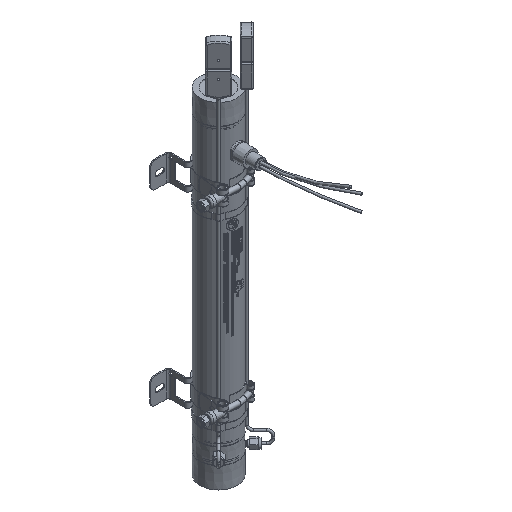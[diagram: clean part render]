
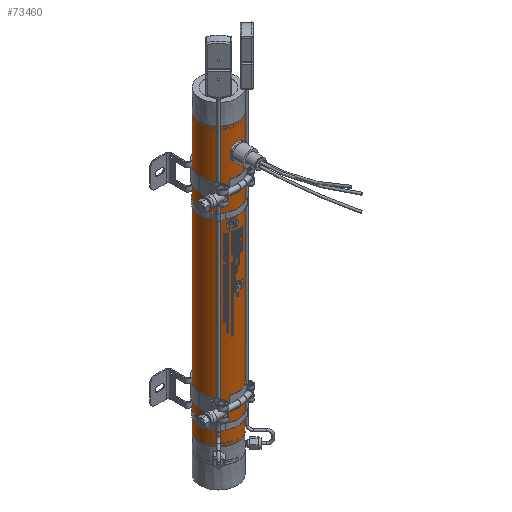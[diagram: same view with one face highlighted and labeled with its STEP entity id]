
A CAD part, isometric view. The second image highlights one B-rep face of the part: STEP entity #73460.
In plain terms, the highlighted cylindrical face has radius 25.4 mm (diameter 50.8 mm), a full revolution.
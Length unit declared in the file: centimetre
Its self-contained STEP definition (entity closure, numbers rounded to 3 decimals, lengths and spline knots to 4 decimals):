
#14068=B_SPLINE_CURVE_WITH_KNOTS('',3,(#99864,#99865,#99866,#99867,#99868,
#99869,#99870,#99871,#99872,#99873,#99874,#99875,#99876,#99877,#99878,#99879,
#99880,#99881,#99882,#99883,#99884,#99885,#99886,#99887,#99888,#99889,#99890,
#99891,#99892,#99893,#99894,#99895,#99896,#99897),.UNSPECIFIED.,.T.,.U.,
(4,2,2,2,2,2,2,2,2,2,2,2,2,2,2,2,4),(0.,0.2695,0.539,
0.8084,1.0778,1.3473,1.6167,1.8862,
2.1557,2.4252,2.6947,2.9641,3.2335,
3.503,3.7724,4.0419,4.3114),
 .UNSPECIFIED.);
#22188=VERTEX_POINT('',#99898);
#22189=VERTEX_POINT('',#99901);
#22190=VERTEX_POINT('',#99903);
#29352=CIRCLE('',#78104,2.54);
#29353=CIRCLE('',#78105,2.54);
#31592=EDGE_CURVE('',#22188,#22188,#14068,.T.);
#31593=EDGE_CURVE('',#22189,#22189,#29352,.T.);
#31594=EDGE_CURVE('',#22190,#22190,#29353,.T.);
#43290=ORIENTED_EDGE('',*,*,#31592,.T.);
#43291=ORIENTED_EDGE('',*,*,#31593,.T.);
#43292=ORIENTED_EDGE('',*,*,#31594,.T.);
#64334=EDGE_LOOP('',(#43290));
#64335=EDGE_LOOP('',(#43291));
#64336=EDGE_LOOP('',(#43292));
#68965=FACE_BOUND('',#64334,.T.);
#68966=FACE_BOUND('',#64335,.T.);
#68967=FACE_BOUND('',#64336,.T.);
#73460=ADVANCED_FACE('',(#68965,#68966,#68967),#140641,.T.);
#78103=AXIS2_PLACEMENT_3D('',#99899,#84362,#84363);
#78104=AXIS2_PLACEMENT_3D('',#99900,#84364,#84365);
#78105=AXIS2_PLACEMENT_3D('',#99902,#84366,#84367);
#84362=DIRECTION('',(0.,0.,1.));
#84363=DIRECTION('',(2.54,0.,0.));
#84364=DIRECTION('',(0.,0.,-1.));
#84365=DIRECTION('',(2.54,0.,0.));
#84366=DIRECTION('',(0.,0.,1.));
#84367=DIRECTION('',(2.54,0.,0.));
#99864=CARTESIAN_POINT('',(-0.7112,2.4384,3.3274));
#99865=CARTESIAN_POINT('',(-0.7112,2.4384,3.2376));
#99866=CARTESIAN_POINT('',(-0.6931,2.4439,3.1421));
#99867=CARTESIAN_POINT('',(-0.6204,2.4633,2.967));
#99868=CARTESIAN_POINT('',(-0.5658,2.477,2.8874));
#99869=CARTESIAN_POINT('',(-0.44,2.5024,2.7616));
#99870=CARTESIAN_POINT('',(-0.3604,2.5158,2.707));
#99871=CARTESIAN_POINT('',(-0.1853,2.5348,2.6342));
#99872=CARTESIAN_POINT('',(-0.0898,2.54,2.6162));
#99873=CARTESIAN_POINT('',(0.0898,2.54,2.6162));
#99874=CARTESIAN_POINT('',(0.1853,2.5348,2.6342));
#99875=CARTESIAN_POINT('',(0.3604,2.5158,2.707));
#99876=CARTESIAN_POINT('',(0.44,2.5024,2.7616));
#99877=CARTESIAN_POINT('',(0.5658,2.477,2.8874));
#99878=CARTESIAN_POINT('',(0.6204,2.4633,2.967));
#99879=CARTESIAN_POINT('',(0.6931,2.4439,3.1421));
#99880=CARTESIAN_POINT('',(0.7112,2.4384,3.2376));
#99881=CARTESIAN_POINT('',(0.7112,2.4384,3.4172));
#99882=CARTESIAN_POINT('',(0.6931,2.4439,3.5127));
#99883=CARTESIAN_POINT('',(0.6204,2.4633,3.6878));
#99884=CARTESIAN_POINT('',(0.5658,2.477,3.7674));
#99885=CARTESIAN_POINT('',(0.44,2.5024,3.8932));
#99886=CARTESIAN_POINT('',(0.3604,2.5158,3.9478));
#99887=CARTESIAN_POINT('',(0.1853,2.5348,4.0206));
#99888=CARTESIAN_POINT('',(0.0898,2.54,4.0386));
#99889=CARTESIAN_POINT('',(-0.0898,2.54,4.0386));
#99890=CARTESIAN_POINT('',(-0.1853,2.5348,4.0206));
#99891=CARTESIAN_POINT('',(-0.3604,2.5158,3.9478));
#99892=CARTESIAN_POINT('',(-0.44,2.5024,3.8932));
#99893=CARTESIAN_POINT('',(-0.5658,2.477,3.7674));
#99894=CARTESIAN_POINT('',(-0.6204,2.4633,3.6878));
#99895=CARTESIAN_POINT('',(-0.6931,2.4439,3.5127));
#99896=CARTESIAN_POINT('',(-0.7112,2.4384,3.4172));
#99897=CARTESIAN_POINT('',(-0.7112,2.4384,3.3274));
#99898=CARTESIAN_POINT('',(-0.7112,2.4384,3.3274));
#99899=CARTESIAN_POINT('',(0.,0.,0.));
#99900=CARTESIAN_POINT('',(0.,0.,37.6174));
#99901=CARTESIAN_POINT('',(2.54,0.,37.6174));
#99902=CARTESIAN_POINT('',(0.,0.,0.));
#99903=CARTESIAN_POINT('',(2.54,0.,0.));
#140641=CYLINDRICAL_SURFACE('',#78103,2.54);
